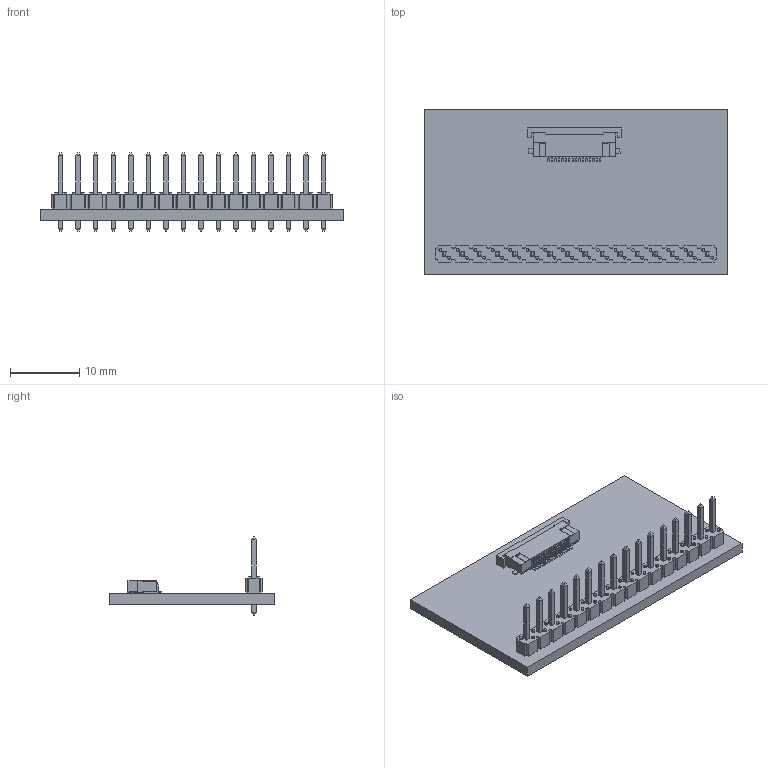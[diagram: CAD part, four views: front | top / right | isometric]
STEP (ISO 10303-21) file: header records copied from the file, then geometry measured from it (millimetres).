
FILE_DESCRIPTION(('Open CASCADE Model'),'2;1');
FILE_NAME('Open CASCADE Shape Model','2024-11-24T14:17:00',('Author'),( 'Open CASCADE'),'Open CASCADE STEP processor 7.5','Open CASCADE 7.5' ,'Unknown');
FILE_SCHEMA(('AUTOMOTIVE_DESIGN { 1 0 10303 214 1 1 1 1 }'));
Length unit declared in the file: millimetre
Products named in the file (7): PCB; Board; Open CASCADE STEP translator 7.5 5.1.1; J2; SFV16R-1STBE1HLF; J1; 10129378-916001BLF
Assembly tree (6 placements, depth 3):
  PCB
    Board
      Open CASCADE STEP translator 7.5 5.1.1
    J2
      SFV16R-1STBE1HLF
    J1
      10129378-916001BLF
Bounding box: 44 x 24 x 11.43 mm (x, y, z)
Volume: 2001.9 mm3; surface area: 3431.8 mm2
Topology: 3 solids, 3 shells, 1040 faces, 2636 edges, 1714 vertices
Faces by surface type: plane 814, cylinder 226
Full cylindrical faces by diameter (mm): 1.02 x16
Entity records: 31113 total; most frequent: CARTESIAN_POINT 5398, ORIENTED_EDGE 5272, DIRECTION 5182, EDGE_CURVE 2636, LINE 2184, VECTOR 2184, VERTEX_POINT 1714, AXIS2_PLACEMENT_3D 1499
